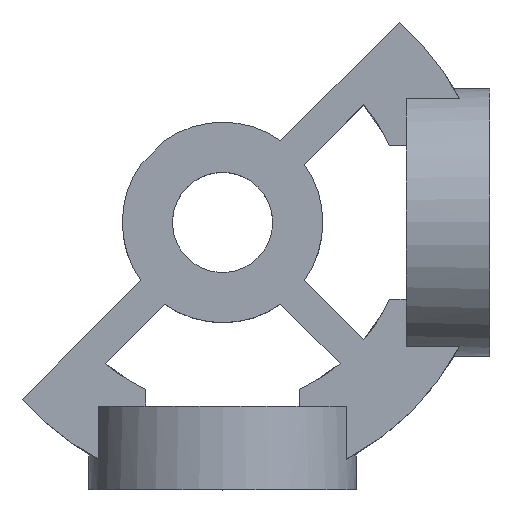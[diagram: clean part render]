
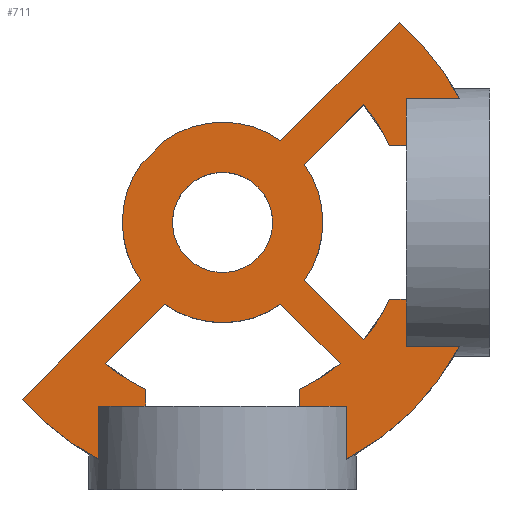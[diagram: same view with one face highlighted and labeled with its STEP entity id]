
A CAD part, top view. The second image highlights one B-rep face of the part: STEP entity #711.
In plain terms, the highlighted planar face has unit normal (0, 0, 1).
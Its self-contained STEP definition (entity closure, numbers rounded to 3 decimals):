
#15=FACE_BOUND('',#129,.T.);
#34=CIRCLE('',#761,16.);
#35=CIRCLE('',#763,6.);
#36=CIRCLE('',#764,6.);
#37=CIRCLE('',#765,11.);
#38=CIRCLE('',#766,6.);
#39=CIRCLE('',#767,11.);
#40=CIRCLE('',#768,16.);
#41=CIRCLE('',#769,11.);
#42=CIRCLE('',#770,6.);
#43=CIRCLE('',#771,11.);
#44=CIRCLE('',#772,16.);
#45=CIRCLE('',#773,3.);
#93=FACE_OUTER_BOUND('',#128,.T.);
#128=EDGE_LOOP('',(#479,#480,#481,#482,#483,#484,#485,#486,#487,#488,#489,
#490,#491,#492,#493,#494,#495,#496,#497,#498,#499,#500,#501,#502,#503,#504,
#505,#506,#507,#508));
#129=EDGE_LOOP('',(#509));
#167=LINE('',#1048,#226);
#172=LINE('',#1074,#231);
#173=LINE('',#1078,#232);
#174=LINE('',#1080,#233);
#175=LINE('',#1082,#234);
#176=LINE('',#1084,#235);
#177=LINE('',#1088,#236);
#178=LINE('',#1092,#237);
#179=LINE('',#1096,#238);
#180=LINE('',#1098,#239);
#181=LINE('',#1100,#240);
#182=LINE('',#1104,#241);
#183=LINE('',#1106,#242);
#184=LINE('',#1108,#243);
#185=LINE('',#1112,#244);
#186=LINE('',#1116,#245);
#187=LINE('',#1120,#246);
#188=LINE('',#1122,#247);
#189=LINE('',#1124,#248);
#226=VECTOR('',#837,10.);
#231=VECTOR('',#850,10.);
#232=VECTOR('',#855,10.);
#233=VECTOR('',#856,10.);
#234=VECTOR('',#857,10.);
#235=VECTOR('',#858,10.);
#236=VECTOR('',#861,10.);
#237=VECTOR('',#864,10.);
#238=VECTOR('',#867,10.);
#239=VECTOR('',#868,10.);
#240=VECTOR('',#869,10.);
#241=VECTOR('',#872,10.);
#242=VECTOR('',#873,10.);
#243=VECTOR('',#874,10.);
#244=VECTOR('',#877,10.);
#245=VECTOR('',#880,10.);
#246=VECTOR('',#883,10.);
#247=VECTOR('',#884,10.);
#248=VECTOR('',#885,10.);
#285=VERTEX_POINT('',#1046);
#286=VERTEX_POINT('',#1047);
#289=VERTEX_POINT('',#1055);
#293=VERTEX_POINT('',#1065);
#294=VERTEX_POINT('',#1072);
#295=VERTEX_POINT('',#1073);
#296=VERTEX_POINT('',#1076);
#297=VERTEX_POINT('',#1079);
#298=VERTEX_POINT('',#1081);
#299=VERTEX_POINT('',#1083);
#300=VERTEX_POINT('',#1085);
#301=VERTEX_POINT('',#1087);
#302=VERTEX_POINT('',#1089);
#303=VERTEX_POINT('',#1091);
#304=VERTEX_POINT('',#1093);
#305=VERTEX_POINT('',#1095);
#306=VERTEX_POINT('',#1097);
#307=VERTEX_POINT('',#1099);
#308=VERTEX_POINT('',#1101);
#309=VERTEX_POINT('',#1103);
#310=VERTEX_POINT('',#1105);
#311=VERTEX_POINT('',#1107);
#312=VERTEX_POINT('',#1109);
#313=VERTEX_POINT('',#1111);
#314=VERTEX_POINT('',#1113);
#315=VERTEX_POINT('',#1115);
#316=VERTEX_POINT('',#1117);
#317=VERTEX_POINT('',#1119);
#318=VERTEX_POINT('',#1121);
#319=VERTEX_POINT('',#1123);
#320=VERTEX_POINT('',#1126);
#359=EDGE_CURVE('',#285,#286,#167,.T.);
#367=EDGE_CURVE('',#289,#293,#34,.T.);
#368=EDGE_CURVE('',#294,#295,#172,.T.);
#369=EDGE_CURVE('',#295,#285,#35,.T.);
#370=EDGE_CURVE('',#286,#296,#36,.T.);
#371=EDGE_CURVE('',#296,#289,#173,.T.);
#372=EDGE_CURVE('',#293,#297,#174,.T.);
#373=EDGE_CURVE('',#297,#298,#175,.T.);
#374=EDGE_CURVE('',#298,#299,#176,.T.);
#375=EDGE_CURVE('',#299,#300,#37,.T.);
#376=EDGE_CURVE('',#300,#301,#177,.T.);
#377=EDGE_CURVE('',#301,#302,#38,.T.);
#378=EDGE_CURVE('',#302,#303,#178,.T.);
#379=EDGE_CURVE('',#303,#304,#39,.T.);
#380=EDGE_CURVE('',#304,#305,#179,.T.);
#381=EDGE_CURVE('',#305,#306,#180,.T.);
#382=EDGE_CURVE('',#306,#307,#181,.T.);
#383=EDGE_CURVE('',#307,#308,#40,.T.);
#384=EDGE_CURVE('',#308,#309,#182,.T.);
#385=EDGE_CURVE('',#309,#310,#183,.T.);
#386=EDGE_CURVE('',#310,#311,#184,.T.);
#387=EDGE_CURVE('',#311,#312,#41,.T.);
#388=EDGE_CURVE('',#312,#313,#185,.T.);
#389=EDGE_CURVE('',#313,#314,#42,.T.);
#390=EDGE_CURVE('',#314,#315,#186,.T.);
#391=EDGE_CURVE('',#315,#316,#43,.T.);
#392=EDGE_CURVE('',#316,#317,#187,.T.);
#393=EDGE_CURVE('',#317,#318,#188,.T.);
#394=EDGE_CURVE('',#318,#319,#189,.T.);
#395=EDGE_CURVE('',#319,#294,#44,.T.);
#396=EDGE_CURVE('',#320,#320,#45,.T.);
#479=ORIENTED_EDGE('',*,*,#368,.T.);
#480=ORIENTED_EDGE('',*,*,#369,.T.);
#481=ORIENTED_EDGE('',*,*,#359,.T.);
#482=ORIENTED_EDGE('',*,*,#370,.T.);
#483=ORIENTED_EDGE('',*,*,#371,.T.);
#484=ORIENTED_EDGE('',*,*,#367,.T.);
#485=ORIENTED_EDGE('',*,*,#372,.T.);
#486=ORIENTED_EDGE('',*,*,#373,.T.);
#487=ORIENTED_EDGE('',*,*,#374,.T.);
#488=ORIENTED_EDGE('',*,*,#375,.T.);
#489=ORIENTED_EDGE('',*,*,#376,.T.);
#490=ORIENTED_EDGE('',*,*,#377,.T.);
#491=ORIENTED_EDGE('',*,*,#378,.T.);
#492=ORIENTED_EDGE('',*,*,#379,.T.);
#493=ORIENTED_EDGE('',*,*,#380,.T.);
#494=ORIENTED_EDGE('',*,*,#381,.T.);
#495=ORIENTED_EDGE('',*,*,#382,.T.);
#496=ORIENTED_EDGE('',*,*,#383,.T.);
#497=ORIENTED_EDGE('',*,*,#384,.T.);
#498=ORIENTED_EDGE('',*,*,#385,.T.);
#499=ORIENTED_EDGE('',*,*,#386,.T.);
#500=ORIENTED_EDGE('',*,*,#387,.T.);
#501=ORIENTED_EDGE('',*,*,#388,.T.);
#502=ORIENTED_EDGE('',*,*,#389,.T.);
#503=ORIENTED_EDGE('',*,*,#390,.T.);
#504=ORIENTED_EDGE('',*,*,#391,.T.);
#505=ORIENTED_EDGE('',*,*,#392,.T.);
#506=ORIENTED_EDGE('',*,*,#393,.T.);
#507=ORIENTED_EDGE('',*,*,#394,.T.);
#508=ORIENTED_EDGE('',*,*,#395,.T.);
#509=ORIENTED_EDGE('',*,*,#396,.T.);
#693=PLANE('',#762);
#711=ADVANCED_FACE('',(#93,#15),#693,.T.);
#761=AXIS2_PLACEMENT_3D('',#1070,#846,#847);
#762=AXIS2_PLACEMENT_3D('',#1071,#848,#849);
#763=AXIS2_PLACEMENT_3D('',#1075,#851,#852);
#764=AXIS2_PLACEMENT_3D('',#1077,#853,#854);
#765=AXIS2_PLACEMENT_3D('',#1086,#859,#860);
#766=AXIS2_PLACEMENT_3D('',#1090,#862,#863);
#767=AXIS2_PLACEMENT_3D('',#1094,#865,#866);
#768=AXIS2_PLACEMENT_3D('',#1102,#870,#871);
#769=AXIS2_PLACEMENT_3D('',#1110,#875,#876);
#770=AXIS2_PLACEMENT_3D('',#1114,#878,#879);
#771=AXIS2_PLACEMENT_3D('',#1118,#881,#882);
#772=AXIS2_PLACEMENT_3D('',#1125,#886,#887);
#773=AXIS2_PLACEMENT_3D('',#1127,#888,#889);
#837=DIRECTION('',(-0.707,-0.707,0.));
#846=DIRECTION('center_axis',(0.,0.,1.));
#847=DIRECTION('ref_axis',(0.707,0.707,0.));
#848=DIRECTION('center_axis',(0.,0.,1.));
#849=DIRECTION('ref_axis',(0.707,0.707,0.));
#850=DIRECTION('',(-0.707,-0.707,0.));
#851=DIRECTION('center_axis',(0.,0.,1.));
#852=DIRECTION('ref_axis',(0.707,0.707,0.));
#853=DIRECTION('center_axis',(0.,0.,1.));
#854=DIRECTION('ref_axis',(0.707,0.707,0.));
#855=DIRECTION('',(-0.707,-0.707,0.));
#856=DIRECTION('',(0.,1.,0.));
#857=DIRECTION('',(1.,0.,0.));
#858=DIRECTION('',(0.,1.,0.));
#859=DIRECTION('center_axis',(0.,0.,-1.));
#860=DIRECTION('ref_axis',(0.707,0.707,0.));
#861=DIRECTION('',(0.707,0.707,0.));
#862=DIRECTION('center_axis',(0.,0.,1.));
#863=DIRECTION('ref_axis',(0.707,0.707,0.));
#864=DIRECTION('',(0.707,-0.707,0.));
#865=DIRECTION('center_axis',(0.,0.,-1.));
#866=DIRECTION('ref_axis',(0.707,0.707,0.));
#867=DIRECTION('',(0.,-1.,0.));
#868=DIRECTION('',(1.,0.,0.));
#869=DIRECTION('',(0.,-1.,0.));
#870=DIRECTION('center_axis',(0.,0.,1.));
#871=DIRECTION('ref_axis',(0.707,0.707,0.));
#872=DIRECTION('',(-1.,0.,0.));
#873=DIRECTION('',(0.,1.,0.));
#874=DIRECTION('',(-1.,0.,0.));
#875=DIRECTION('center_axis',(0.,0.,-1.));
#876=DIRECTION('ref_axis',(0.707,0.707,0.));
#877=DIRECTION('',(-0.707,0.707,0.));
#878=DIRECTION('center_axis',(0.,0.,1.));
#879=DIRECTION('ref_axis',(0.707,0.707,0.));
#880=DIRECTION('',(0.707,0.707,0.));
#881=DIRECTION('center_axis',(0.,0.,-1.));
#882=DIRECTION('ref_axis',(0.707,0.707,0.));
#883=DIRECTION('',(1.,0.,0.));
#884=DIRECTION('',(0.,1.,0.));
#885=DIRECTION('',(1.,0.,0.));
#886=DIRECTION('center_axis',(0.,0.,1.));
#887=DIRECTION('ref_axis',(0.707,0.707,0.));
#888=DIRECTION('center_axis',(0.,0.,-1.));
#889=DIRECTION('ref_axis',(0.707,0.707,0.));
#1046=CARTESIAN_POINT('',(-3.476,4.89,6.));
#1047=CARTESIAN_POINT('',(-4.89,3.476,6.));
#1048=CARTESIAN_POINT('',(-3.83,4.537,6.));
#1055=CARTESIAN_POINT('',(-11.999,-10.584,6.));
#1065=CARTESIAN_POINT('',(-7.416,-14.177,6.));
#1070=CARTESIAN_POINT('Origin',(0.,0.,6.));
#1071=CARTESIAN_POINT('Origin',(0.,0.,6.));
#1072=CARTESIAN_POINT('',(10.584,11.999,6.));
#1073=CARTESIAN_POINT('',(3.476,4.89,6.));
#1074=CARTESIAN_POINT('',(2.828,4.243,6.));
#1075=CARTESIAN_POINT('Origin',(0.,0.,6.));
#1076=CARTESIAN_POINT('',(-4.89,-3.476,6.));
#1077=CARTESIAN_POINT('Origin',(0.,0.,6.));
#1078=CARTESIAN_POINT('',(-4.58,-3.166,6.));
#1079=CARTESIAN_POINT('',(-7.416,-11.,6.));
#1080=CARTESIAN_POINT('',(-7.416,0.,6.));
#1081=CARTESIAN_POINT('',(-4.61,-11.,6.));
#1082=CARTESIAN_POINT('',(0.,-11.,6.));
#1083=CARTESIAN_POINT('',(-4.61,-9.987,6.));
#1084=CARTESIAN_POINT('',(-4.61,-12.,6.));
#1085=CARTESIAN_POINT('',(-7.039,-8.453,6.));
#1086=CARTESIAN_POINT('Origin',(0.,0.,6.));
#1087=CARTESIAN_POINT('',(-3.476,-4.89,6.));
#1088=CARTESIAN_POINT('',(-2.828,-4.243,6.));
#1089=CARTESIAN_POINT('',(3.476,-4.89,6.));
#1090=CARTESIAN_POINT('Origin',(0.,0.,6.));
#1091=CARTESIAN_POINT('',(7.039,-8.453,6.));
#1092=CARTESIAN_POINT('',(7.778,-9.192,6.));
#1093=CARTESIAN_POINT('',(4.61,-9.987,6.));
#1094=CARTESIAN_POINT('Origin',(0.,0.,6.));
#1095=CARTESIAN_POINT('',(4.61,-11.,6.));
#1096=CARTESIAN_POINT('',(4.61,-12.,6.));
#1097=CARTESIAN_POINT('',(7.416,-11.,6.));
#1098=CARTESIAN_POINT('',(0.,-11.,6.));
#1099=CARTESIAN_POINT('',(7.416,-14.177,6.));
#1100=CARTESIAN_POINT('',(7.416,0.,6.));
#1101=CARTESIAN_POINT('',(14.177,-7.416,6.));
#1102=CARTESIAN_POINT('Origin',(0.,0.,6.));
#1103=CARTESIAN_POINT('',(11.,-7.416,6.));
#1104=CARTESIAN_POINT('',(0.,-7.416,6.));
#1105=CARTESIAN_POINT('',(11.,-4.61,6.));
#1106=CARTESIAN_POINT('',(11.,0.,6.));
#1107=CARTESIAN_POINT('',(9.987,-4.61,6.));
#1108=CARTESIAN_POINT('',(12.5,-4.61,6.));
#1109=CARTESIAN_POINT('',(8.453,-7.039,6.));
#1110=CARTESIAN_POINT('Origin',(0.,0.,6.));
#1111=CARTESIAN_POINT('',(4.89,-3.476,6.));
#1112=CARTESIAN_POINT('',(4.243,-2.828,6.));
#1113=CARTESIAN_POINT('',(4.89,3.476,6.));
#1114=CARTESIAN_POINT('Origin',(0.,0.,6.));
#1115=CARTESIAN_POINT('',(8.453,7.039,6.));
#1116=CARTESIAN_POINT('',(9.192,7.778,6.));
#1117=CARTESIAN_POINT('',(9.987,4.61,6.));
#1118=CARTESIAN_POINT('Origin',(0.,0.,6.));
#1119=CARTESIAN_POINT('',(11.,4.61,6.));
#1120=CARTESIAN_POINT('',(12.5,4.61,6.));
#1121=CARTESIAN_POINT('',(11.,7.416,6.));
#1122=CARTESIAN_POINT('',(11.,0.,6.));
#1123=CARTESIAN_POINT('',(14.177,7.416,6.));
#1124=CARTESIAN_POINT('',(0.,7.416,6.));
#1125=CARTESIAN_POINT('Origin',(0.,0.,6.));
#1126=CARTESIAN_POINT('',(-2.121,-2.121,6.));
#1127=CARTESIAN_POINT('Origin',(0.,0.,6.));
